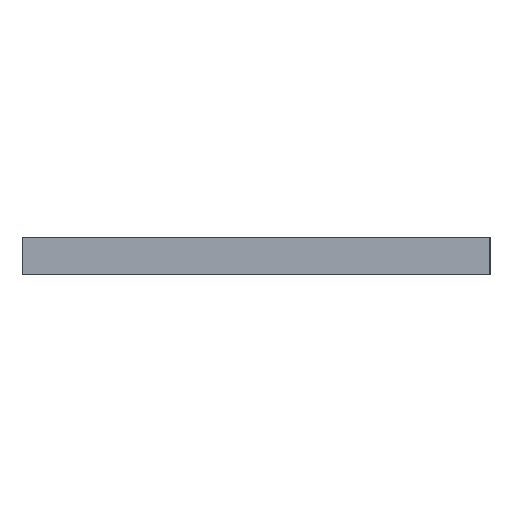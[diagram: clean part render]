
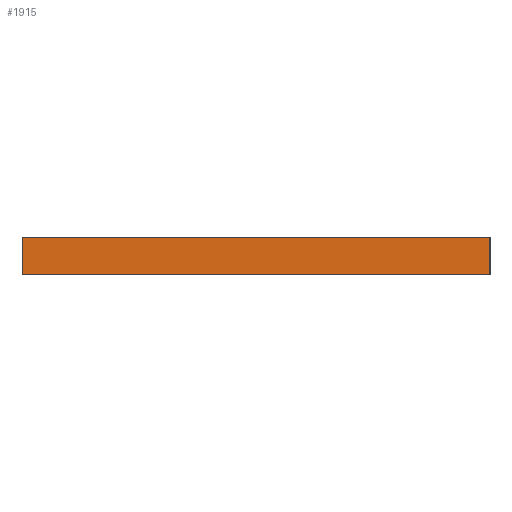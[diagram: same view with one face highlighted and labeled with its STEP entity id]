
A CAD part, left-side view. The second image highlights one B-rep face of the part: STEP entity #1915.
In plain terms, the highlighted planar face has unit normal (-1, 0, 0).
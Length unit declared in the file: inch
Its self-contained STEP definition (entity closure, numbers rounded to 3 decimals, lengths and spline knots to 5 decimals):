
#250 = VERTEX_POINT ( 'NONE', #2444 ) ;
#476 = ORIENTED_EDGE ( 'NONE', *, *, #1605, .F. ) ;
#602 = VECTOR ( 'NONE', #1171, 39.37008 ) ;
#612 = AXIS2_PLACEMENT_3D ( 'NONE', #2720, #1347, #3352 ) ;
#803 = PLANE ( 'NONE',  #612 ) ;
#817 = ORIENTED_EDGE ( 'NONE', *, *, #2137, .T. ) ;
#835 = DIRECTION ( 'NONE',  ( 0., 1., 0. ) ) ;
#878 = ORIENTED_EDGE ( 'NONE', *, *, #1943, .T. ) ;
#1128 = ORIENTED_EDGE ( 'NONE', *, *, #2147, .F. ) ;
#1132 = CARTESIAN_POINT ( 'NONE',  ( -9.875, 0., -0.5 ) ) ;
#1171 = DIRECTION ( 'NONE',  ( 0., 0., -1. ) ) ;
#1324 = VERTEX_POINT ( 'NONE', #3144 ) ;
#1347 = DIRECTION ( 'NONE',  ( -1., 0., 0. ) ) ;
#1391 = CARTESIAN_POINT ( 'NONE',  ( -9.875, 0., 0.5 ) ) ;
#1410 = VERTEX_POINT ( 'NONE', #1991 ) ;
#1605 = EDGE_CURVE ( 'NONE', #250, #1410, #3248, .T. ) ;
#1622 = VECTOR ( 'NONE', #2816, 39.37008 ) ;
#1641 = LINE ( 'NONE', #2468, #3038 ) ;
#1915 = ADVANCED_FACE ( 'NONE', ( #3344 ), #803, .T. ) ;
#1943 = EDGE_CURVE ( 'NONE', #1324, #3105, #3020, .T. ) ;
#1991 = CARTESIAN_POINT ( 'NONE',  ( -9.875, 12.375, -0.5 ) ) ;
#2137 = EDGE_CURVE ( 'NONE', #3105, #1410, #1641, .T. ) ;
#2140 = LINE ( 'NONE', #1391, #602 ) ;
#2147 = EDGE_CURVE ( 'NONE', #1324, #250, #2140, .T. ) ;
#2444 = CARTESIAN_POINT ( 'NONE',  ( -9.875, 0., -0.5 ) ) ;
#2468 = CARTESIAN_POINT ( 'NONE',  ( -9.875, 12.375, 0.5 ) ) ;
#2503 = DIRECTION ( 'NONE',  ( 0., 0., -1. ) ) ;
#2703 = EDGE_LOOP ( 'NONE', ( #476, #1128, #878, #817 ) ) ;
#2720 = CARTESIAN_POINT ( 'NONE',  ( -9.875, 0., 0.5 ) ) ;
#2816 = DIRECTION ( 'NONE',  ( 0., 1., 0. ) ) ;
#2972 = CARTESIAN_POINT ( 'NONE',  ( -9.875, 12.375, 0.5 ) ) ;
#3020 = LINE ( 'NONE', #3227, #1622 ) ;
#3038 = VECTOR ( 'NONE', #2503, 39.37008 ) ;
#3105 = VERTEX_POINT ( 'NONE', #2972 ) ;
#3144 = CARTESIAN_POINT ( 'NONE',  ( -9.875, 0., 0.5 ) ) ;
#3227 = CARTESIAN_POINT ( 'NONE',  ( -9.875, 0., 0.5 ) ) ;
#3235 = VECTOR ( 'NONE', #835, 39.37008 ) ;
#3248 = LINE ( 'NONE', #1132, #3235 ) ;
#3344 = FACE_OUTER_BOUND ( 'NONE', #2703, .T. ) ;
#3352 = DIRECTION ( 'NONE',  ( 0., -1., 0. ) ) ;
